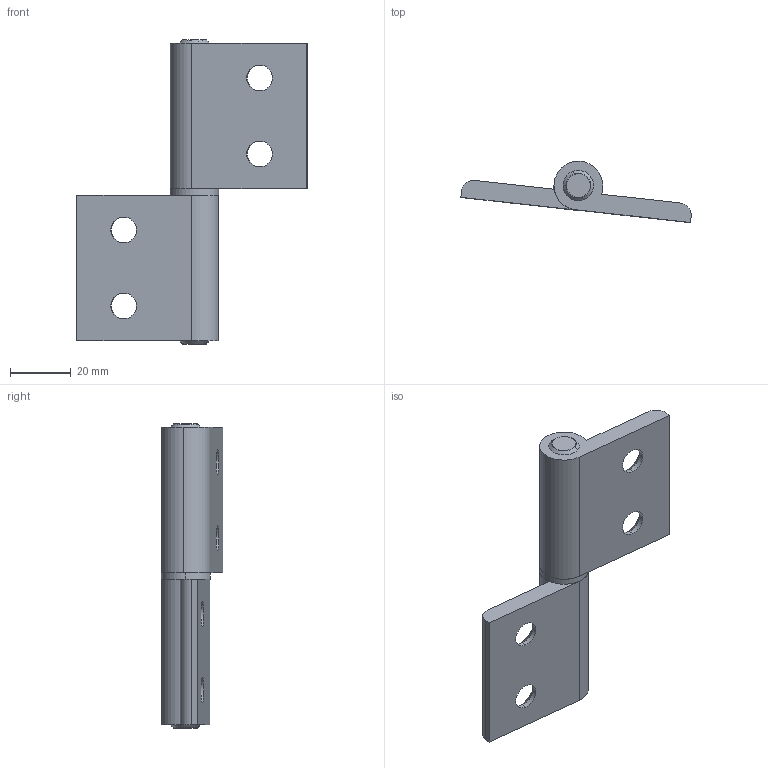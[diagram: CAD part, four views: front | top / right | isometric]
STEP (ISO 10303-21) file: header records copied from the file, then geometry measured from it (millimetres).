
FILE_DESCRIPTION (( 'STEP AP203' ), '1' );
FILE_NAME ('7.27.45.45.STEP', '2014-06-26T01:50:47', ( 'USER' ), ( 'Microsoft' ), 'SwSTEP 2.0', 'SolidWorks 2012', '' );
FILE_SCHEMA (( 'CONFIG_CONTROL_DESIGN' ));
Length unit declared in the file: millimetre
Products named in the file (1): 7.27.45.45
Bounding box: 75.77 x 20.15 x 100 mm (x, y, z)
Surface area: 12710.1 mm2 (no closed solid volume)
Topology: 0 solids, 5 shells, 48 faces, 120 edges, 80 vertices
Faces by surface type: plane 16, cylinder 16, cone 12, torus 4
Entity records: 1553 total; most frequent: DIRECTION 286, CARTESIAN_POINT 249, ORIENTED_EDGE 224, EDGE_CURVE 120, AXIS2_PLACEMENT_3D 117, VERTEX_POINT 80, CIRCLE 68, EDGE_LOOP 62
